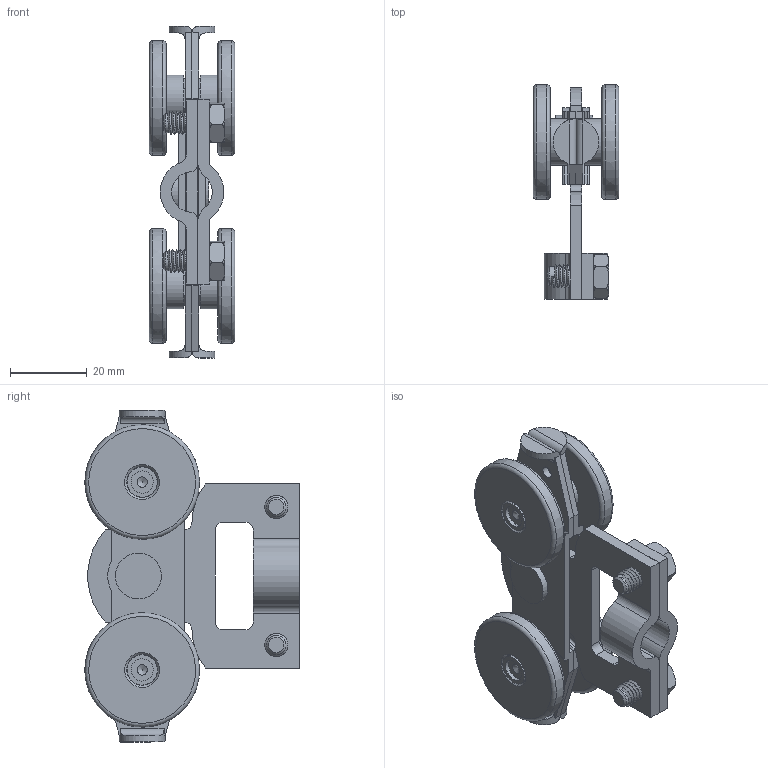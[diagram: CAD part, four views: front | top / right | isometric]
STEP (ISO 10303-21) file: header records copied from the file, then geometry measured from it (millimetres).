
FILE_DESCRIPTION((''),'2;1');
FILE_NAME('832.stp','2008-04-28T08:37:05',('DIDIERR'),(''),'Autodesk Inventor 2008','Autodesk Inventor 2008','');
FILE_SCHEMA(('AUTOMOTIVE_DESIGN { 1 0 10303 214 1 1 1 1 }'));
Length unit declared in the file: millimetre
Products named in the file (11): 832; 18476; 14987; vis TH M6x12; vis TH M6x12 helicoidal; vis TH M6x12 corps; 15213_1; 15213_2; 15211 MONT; 15165; 14988
Assembly tree (15 placements, depth 3):
  832
    18476  x4
    14987
    vis TH M6x12  x2
      vis TH M6x12 helicoidal
      vis TH M6x12 corps
    15213_1
    15213_2
    15211 MONT
    15165  x2
    14988
Bounding box: 22.4 x 56 x 86.6 mm (x, y, z)
Volume: 28549.4 mm3; surface area: 24506.4 mm2
Topology: 15 solids, 15 shells, 302 faces, 710 edges, 456 vertices
Faces by surface type: plane 147, cylinder 90, bspline 43, cone 14, torus 8
Full cylindrical faces by diameter (mm): 3.1 x2, 5 x2, 5.8 x2, 6.2 x1, 7.9 x2, 8.1 x4, 9.9 x1, 10.2 x3, 12 x6
Entity records: 8689 total; most frequent: CARTESIAN_POINT 4121, DIRECTION 896, ORIENTED_EDGE 816, EDGE_CURVE 408, AXIS2_PLACEMENT_3D 324, VERTEX_POINT 287, EDGE_LOOP 259, VECTOR 248
